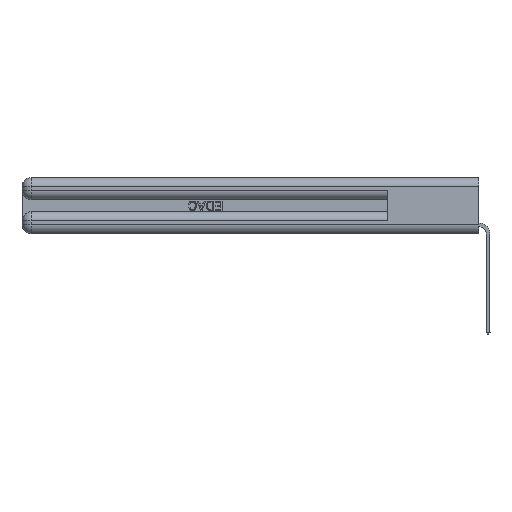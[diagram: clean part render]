
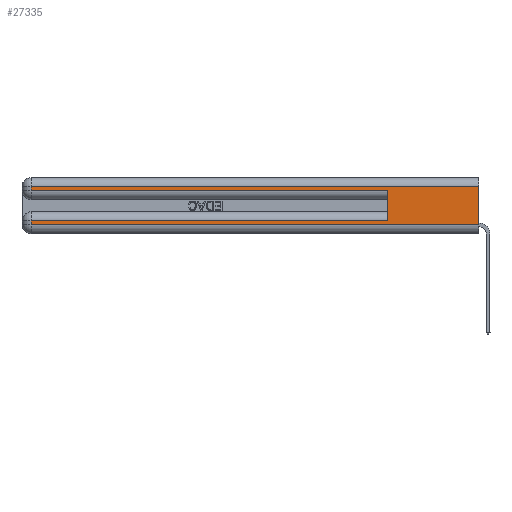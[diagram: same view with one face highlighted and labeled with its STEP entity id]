
A CAD part, left-side view. The second image highlights one B-rep face of the part: STEP entity #27335.
In plain terms, the highlighted planar face has unit normal (-1, 0, 0).
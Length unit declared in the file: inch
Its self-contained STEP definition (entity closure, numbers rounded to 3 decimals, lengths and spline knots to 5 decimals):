
#514 = ORIENTED_EDGE ( 'NONE', *, *, #4349, .T. ) ;
#907 = EDGE_CURVE ( 'NONE', #9764, #20397, #27410, .T. ) ;
#982 = VERTEX_POINT ( 'NONE', #18238 ) ;
#1255 = LINE ( 'NONE', #19486, #8546 ) ;
#2300 = ORIENTED_EDGE ( 'NONE', *, *, #27606, .T. ) ;
#2485 = DIRECTION ( 'NONE',  ( 0., 0., 1. ) ) ;
#2575 = VERTEX_POINT ( 'NONE', #15424 ) ;
#2989 = CARTESIAN_POINT ( 'NONE',  ( 0., 0., 0.31 ) ) ;
#3297 = CARTESIAN_POINT ( 'NONE',  ( 0., 0.6, 0.085 ) ) ;
#3346 = VECTOR ( 'NONE', #16899, 39.37008 ) ;
#3898 = VERTEX_POINT ( 'NONE', #4722 ) ;
#4223 = EDGE_CURVE ( 'NONE', #13504, #20397, #9220, .T. ) ;
#4349 = EDGE_CURVE ( 'NONE', #2575, #9383, #1255, .T. ) ;
#4556 = EDGE_CURVE ( 'NONE', #3898, #13504, #13383, .T. ) ;
#4679 = EDGE_CURVE ( 'NONE', #982, #2575, #22243, .T. ) ;
#4716 = CARTESIAN_POINT ( 'NONE',  ( 0., 0.6, 0.145 ) ) ;
#4722 = CARTESIAN_POINT ( 'NONE',  ( 0., 2.94, 0.31 ) ) ;
#4749 = CARTESIAN_POINT ( 'NONE',  ( 0., 2.94, 0.37 ) ) ;
#5237 = DIRECTION ( 'NONE',  ( 0., 1., 0. ) ) ;
#6157 = EDGE_CURVE ( 'NONE', #16446, #9383, #26558, .T. ) ;
#6303 = LINE ( 'NONE', #2989, #23119 ) ;
#6399 = ORIENTED_EDGE ( 'NONE', *, *, #4556, .T. ) ;
#6595 = CARTESIAN_POINT ( 'NONE',  ( 0., 2.94, 0.285 ) ) ;
#6601 = FACE_OUTER_BOUND ( 'NONE', #23483, .T. ) ;
#7362 = CARTESIAN_POINT ( 'NONE',  ( 0., 2.94, 0.37 ) ) ;
#7376 = ORIENTED_EDGE ( 'NONE', *, *, #6157, .F. ) ;
#7874 = EDGE_CURVE ( 'NONE', #16446, #3898, #6303, .T. ) ;
#8245 = CARTESIAN_POINT ( 'NONE',  ( 0., 0., 0.31 ) ) ;
#8498 = DIRECTION ( 'NONE',  ( 0., -1., 0. ) ) ;
#8546 = VECTOR ( 'NONE', #8498, 39.37008 ) ;
#9026 = CARTESIAN_POINT ( 'NONE',  ( 0., 0., 0.37 ) ) ;
#9203 = DIRECTION ( 'NONE',  ( 0., 0., -1. ) ) ;
#9220 = LINE ( 'NONE', #16811, #3346 ) ;
#9383 = VERTEX_POINT ( 'NONE', #11097 ) ;
#9764 = VERTEX_POINT ( 'NONE', #3297 ) ;
#10015 = VECTOR ( 'NONE', #2485, 39.37008 ) ;
#11097 = CARTESIAN_POINT ( 'NONE',  ( 0., 0., 0.06 ) ) ;
#11292 = DIRECTION ( 'NONE',  ( 0., 0., -1. ) ) ;
#11865 = ORIENTED_EDGE ( 'NONE', *, *, #7874, .T. ) ;
#12942 = DIRECTION ( 'NONE',  ( 0., 0., -1. ) ) ;
#13383 = LINE ( 'NONE', #4749, #24278 ) ;
#13504 = VERTEX_POINT ( 'NONE', #6595 ) ;
#13679 = ORIENTED_EDGE ( 'NONE', *, *, #4679, .T. ) ;
#14513 = CARTESIAN_POINT ( 'NONE',  ( 0., 0., 0.085 ) ) ;
#14988 = VECTOR ( 'NONE', #12942, 39.37008 ) ;
#15210 = LINE ( 'NONE', #14513, #26769 ) ;
#15424 = CARTESIAN_POINT ( 'NONE',  ( 0., 2.94, 0.06 ) ) ;
#15579 = PLANE ( 'NONE',  #26898 ) ;
#16446 = VERTEX_POINT ( 'NONE', #8245 ) ;
#16811 = CARTESIAN_POINT ( 'NONE',  ( 0., 0., 0.285 ) ) ;
#16899 = DIRECTION ( 'NONE',  ( 0., -1., 0. ) ) ;
#18238 = CARTESIAN_POINT ( 'NONE',  ( 0., 2.94, 0.085 ) ) ;
#19486 = CARTESIAN_POINT ( 'NONE',  ( 0., 0., 0.06 ) ) ;
#19551 = CARTESIAN_POINT ( 'NONE',  ( 0., 0., 0.37 ) ) ;
#19704 = ORIENTED_EDGE ( 'NONE', *, *, #4223, .T. ) ;
#20397 = VERTEX_POINT ( 'NONE', #21776 ) ;
#21582 = VECTOR ( 'NONE', #22713, 39.37008 ) ;
#21776 = CARTESIAN_POINT ( 'NONE',  ( 0., 0.6, 0.285 ) ) ;
#22243 = LINE ( 'NONE', #7362, #21582 ) ;
#22713 = DIRECTION ( 'NONE',  ( 0., 0., -1. ) ) ;
#23119 = VECTOR ( 'NONE', #5237, 39.37008 ) ;
#23483 = EDGE_LOOP ( 'NONE', ( #7376, #11865, #6399, #19704, #27517, #2300, #13679, #514 ) ) ;
#24278 = VECTOR ( 'NONE', #9203, 39.37008 ) ;
#24341 = DIRECTION ( 'NONE',  ( 1., 0., 0. ) ) ;
#26558 = LINE ( 'NONE', #19551, #14988 ) ;
#26769 = VECTOR ( 'NONE', #27556, 39.37008 ) ;
#26898 = AXIS2_PLACEMENT_3D ( 'NONE', #9026, #24341, #11292 ) ;
#27335 = ADVANCED_FACE ( 'NONE', ( #6601 ), #15579, .F. ) ;
#27410 = LINE ( 'NONE', #4716, #10015 ) ;
#27517 = ORIENTED_EDGE ( 'NONE', *, *, #907, .F. ) ;
#27556 = DIRECTION ( 'NONE',  ( 0., 1., 0. ) ) ;
#27606 = EDGE_CURVE ( 'NONE', #9764, #982, #15210, .T. ) ;
